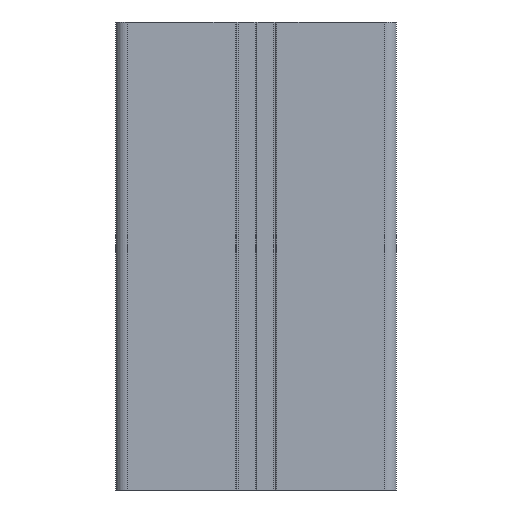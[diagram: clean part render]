
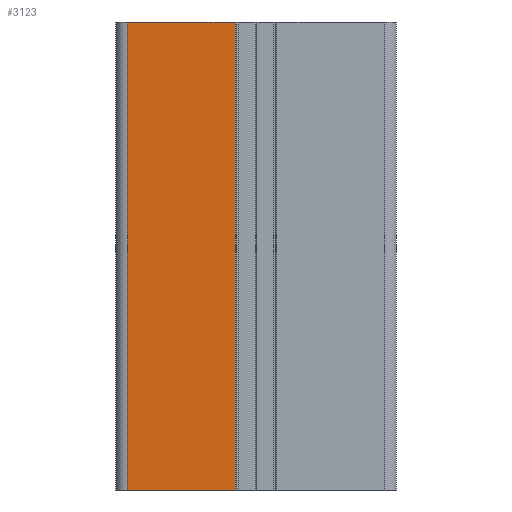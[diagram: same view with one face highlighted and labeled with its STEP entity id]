
A CAD part, front view. The second image highlights one B-rep face of the part: STEP entity #3123.
In plain terms, the highlighted planar face has unit normal (0, -1, 0).
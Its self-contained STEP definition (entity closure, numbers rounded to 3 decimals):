
#348=FACE_OUTER_BOUND('',#508,.T.);
#508=EDGE_LOOP('',(#2348,#2349,#2350,#2351));
#760=LINE('',#4958,#1076);
#761=LINE('',#4961,#1077);
#762=LINE('',#4963,#1078);
#763=LINE('',#4964,#1079);
#1076=VECTOR('',#4020,100.);
#1077=VECTOR('',#4023,23.05);
#1078=VECTOR('',#4024,23.05);
#1079=VECTOR('',#4025,100.);
#1400=VERTEX_POINT('',#4954);
#1401=VERTEX_POINT('',#4956);
#1402=VERTEX_POINT('',#4960);
#1403=VERTEX_POINT('',#4962);
#1796=EDGE_CURVE('',#1400,#1401,#760,.T.);
#1797=EDGE_CURVE('',#1400,#1402,#761,.T.);
#1798=EDGE_CURVE('',#1403,#1401,#762,.T.);
#1799=EDGE_CURVE('',#1402,#1403,#763,.T.);
#2348=ORIENTED_EDGE('',*,*,#1797,.F.);
#2349=ORIENTED_EDGE('',*,*,#1796,.T.);
#2350=ORIENTED_EDGE('',*,*,#1798,.F.);
#2351=ORIENTED_EDGE('',*,*,#1799,.F.);
#2996=PLANE('',#3374);
#3123=ADVANCED_FACE('',(#348),#2996,.T.);
#3374=AXIS2_PLACEMENT_3D('',#4959,#4021,#4022);
#4020=DIRECTION('',(0.,0.,1.));
#4021=DIRECTION('center_axis',(0.,-1.,0.));
#4022=DIRECTION('ref_axis',(1.,0.,0.));
#4023=DIRECTION('',(-1.,0.,0.));
#4024=DIRECTION('',(1.,0.,0.));
#4025=DIRECTION('',(0.,0.,1.));
#4954=CARTESIAN_POINT('',(-4.45,-30.,0.));
#4956=CARTESIAN_POINT('',(-4.45,-30.,100.));
#4958=CARTESIAN_POINT('',(-4.45,-30.,0.));
#4959=CARTESIAN_POINT('Origin',(-27.5,-30.,0.));
#4960=CARTESIAN_POINT('',(-27.5,-30.,0.));
#4961=CARTESIAN_POINT('',(-4.45,-30.,0.));
#4962=CARTESIAN_POINT('',(-27.5,-30.,100.));
#4963=CARTESIAN_POINT('',(-4.45,-30.,100.));
#4964=CARTESIAN_POINT('',(-27.5,-30.,0.));
